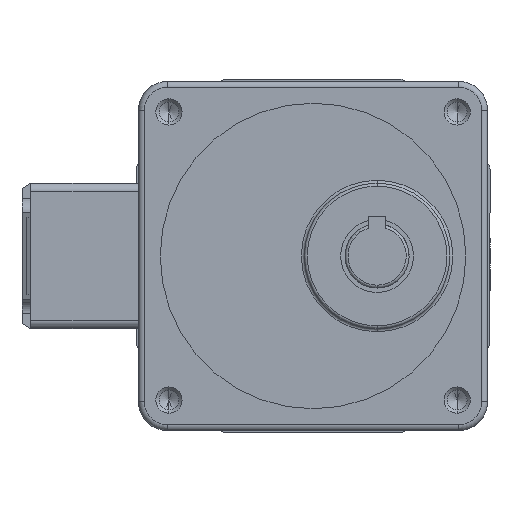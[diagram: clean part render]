
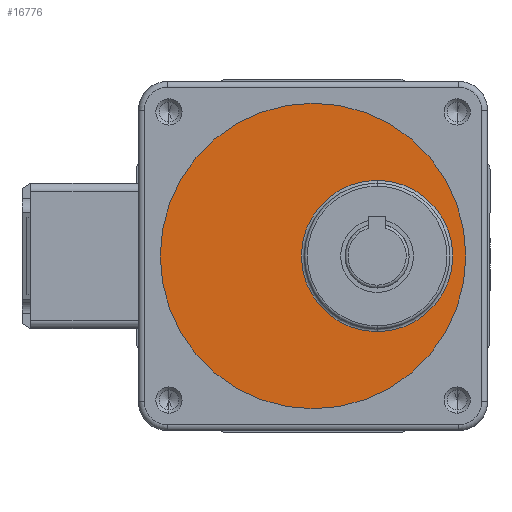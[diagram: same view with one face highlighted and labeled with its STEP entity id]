
A CAD part, front view. The second image highlights one B-rep face of the part: STEP entity #16776.
In plain terms, the highlighted face is planar.
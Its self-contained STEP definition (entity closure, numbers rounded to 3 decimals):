
#360 = CIRCLE ( 'NONE', #2664, 26. ) ;
#1130 = CIRCLE ( 'NONE', #3426, 26. ) ;
#2664 = AXIS2_PLACEMENT_3D ( 'NONE', #5817, #20787, #7983 ) ;
#3169 = VERTEX_POINT ( 'NONE', #11210 ) ;
#3426 = AXIS2_PLACEMENT_3D ( 'NONE', #8211, #23163, #10369 ) ;
#3619 = DIRECTION ( 'NONE',  ( 1., 0., 0. ) ) ;
#3866 = AXIS2_PLACEMENT_3D ( 'NONE', #14343, #16490, #3619 ) ;
#4964 = VERTEX_POINT ( 'NONE', #10542 ) ;
#5329 = CARTESIAN_POINT ( 'NONE',  ( 0., 0., 95.5 ) ) ;
#5817 = CARTESIAN_POINT ( 'NONE',  ( 0., 22., 95.5 ) ) ;
#5907 = VERTEX_POINT ( 'NONE', #6789 ) ;
#6578 = CARTESIAN_POINT ( 'NONE',  ( 0., 0., 95.5 ) ) ;
#6789 = CARTESIAN_POINT ( 'NONE',  ( 52.5, 0., 95.5 ) ) ;
#7317 = EDGE_CURVE ( 'NONE', #16015, #5907, #21023, .T. ) ;
#7504 = DIRECTION ( 'NONE',  ( 1., 0., 0. ) ) ;
#7983 = DIRECTION ( 'NONE',  ( 1., 0., 0. ) ) ;
#8211 = CARTESIAN_POINT ( 'NONE',  ( 0., 22., 95.5 ) ) ;
#8719 = DIRECTION ( 'NONE',  ( 1., 0., 0. ) ) ;
#9391 = ORIENTED_EDGE ( 'NONE', *, *, #7317, .T. ) ;
#9828 = FACE_BOUND ( 'NONE', #14909, .T. ) ;
#10168 = ORIENTED_EDGE ( 'NONE', *, *, #14460, .T. ) ;
#10367 = AXIS2_PLACEMENT_3D ( 'NONE', #6578, #21525, #8719 ) ;
#10369 = DIRECTION ( 'NONE',  ( 1., 0., 0. ) ) ;
#10542 = CARTESIAN_POINT ( 'NONE',  ( -26., 22., 95.5 ) ) ;
#10591 = AXIS2_PLACEMENT_3D ( 'NONE', #5329, #20314, #7504 ) ;
#11210 = CARTESIAN_POINT ( 'NONE',  ( 26., 22., 95.5 ) ) ;
#11513 = EDGE_CURVE ( 'NONE', #3169, #4964, #360, .T. ) ;
#12193 = PLANE ( 'NONE',  #3866 ) ;
#12816 = CIRCLE ( 'NONE', #10591, 52.5 ) ;
#14343 = CARTESIAN_POINT ( 'NONE',  ( 0., 0., 95.5 ) ) ;
#14460 = EDGE_CURVE ( 'NONE', #4964, #3169, #1130, .T. ) ;
#14909 = EDGE_LOOP ( 'NONE', ( #15983, #10168 ) ) ;
#15983 = ORIENTED_EDGE ( 'NONE', *, *, #11513, .T. ) ;
#16015 = VERTEX_POINT ( 'NONE', #21301 ) ;
#16252 = EDGE_LOOP ( 'NONE', ( #24485, #9391 ) ) ;
#16490 = DIRECTION ( 'NONE',  ( 0., 0., 1. ) ) ;
#16776 = ADVANCED_FACE ( 'NONE', ( #9828, #16890 ), #12193, .T. ) ;
#16890 = FACE_OUTER_BOUND ( 'NONE', #16252, .T. ) ;
#19300 = EDGE_CURVE ( 'NONE', #5907, #16015, #12816, .T. ) ;
#20314 = DIRECTION ( 'NONE',  ( 0., 0., 1. ) ) ;
#20787 = DIRECTION ( 'NONE',  ( 0., 0., -1. ) ) ;
#21023 = CIRCLE ( 'NONE', #10367, 52.5 ) ;
#21301 = CARTESIAN_POINT ( 'NONE',  ( -52.5, 0., 95.5 ) ) ;
#21525 = DIRECTION ( 'NONE',  ( 0., 0., 1. ) ) ;
#23163 = DIRECTION ( 'NONE',  ( 0., 0., -1. ) ) ;
#24485 = ORIENTED_EDGE ( 'NONE', *, *, #19300, .T. ) ;
